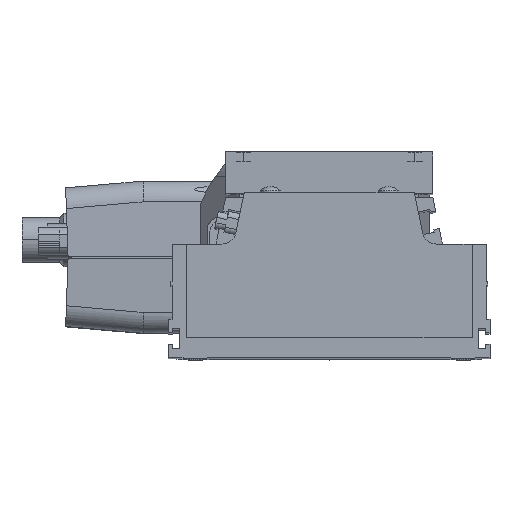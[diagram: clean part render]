
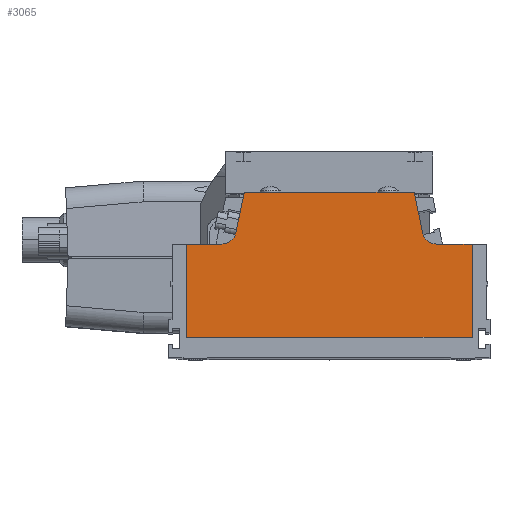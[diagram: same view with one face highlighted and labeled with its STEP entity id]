
A CAD part, top view. The second image highlights one B-rep face of the part: STEP entity #3065.
In plain terms, the highlighted planar face has unit normal (0, 0, 1).
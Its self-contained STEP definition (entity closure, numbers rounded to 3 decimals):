
#17 = VERTEX_POINT ( 'NONE', #30459 ) ;
#858 = VERTEX_POINT ( 'NONE', #24099 ) ;
#1052 = DIRECTION ( 'NONE',  ( -1., 0., 0. ) ) ;
#1074 = LINE ( 'NONE', #24244, #18159 ) ;
#1079 = LINE ( 'NONE', #10610, #9425 ) ;
#2704 = VERTEX_POINT ( 'NONE', #17418 ) ;
#2771 = LINE ( 'NONE', #21590, #28726 ) ;
#2846 = ORIENTED_EDGE ( 'NONE', *, *, #8025, .T. ) ;
#2910 = DIRECTION ( 'NONE',  ( -1., 0., 0. ) ) ;
#3065 = ADVANCED_FACE ( 'NONE', ( #5408 ), #7571, .F. ) ;
#3498 = CARTESIAN_POINT ( 'NONE',  ( 23.784, 17.45, 322.5 ) ) ;
#3745 = VERTEX_POINT ( 'NONE', #16382 ) ;
#3786 = AXIS2_PLACEMENT_3D ( 'NONE', #27188, #14903, #2910 ) ;
#3807 = DIRECTION ( 'NONE',  ( -1., 0., 0. ) ) ;
#3812 = DIRECTION ( 'NONE',  ( 0.204, -0.979, 0. ) ) ;
#3864 = CARTESIAN_POINT ( 'NONE',  ( -30.049, 7., 322.5 ) ) ;
#3939 = CARTESIAN_POINT ( 'NONE',  ( -26.133, 6.184, 322.5 ) ) ;
#4157 = ORIENTED_EDGE ( 'NONE', *, *, #15587, .F. ) ;
#4594 = AXIS2_PLACEMENT_3D ( 'NONE', #15699, #20346, #1052 ) ;
#4631 = EDGE_CURVE ( 'NONE', #15501, #858, #27475, .T. ) ;
#5408 = FACE_OUTER_BOUND ( 'NONE', #28350, .T. ) ;
#5505 = EDGE_CURVE ( 'NONE', #15501, #2704, #1079, .T. ) ;
#5595 = ORIENTED_EDGE ( 'NONE', *, *, #25673, .F. ) ;
#6293 = CARTESIAN_POINT ( 'NONE',  ( -40., 3., 322.5 ) ) ;
#6586 = CIRCLE ( 'NONE', #4594, 4. ) ;
#6657 = ORIENTED_EDGE ( 'NONE', *, *, #21756, .T. ) ;
#7571 = PLANE ( 'NONE',  #3786 ) ;
#7740 = DIRECTION ( 'NONE',  ( -1., 0., 0. ) ) ;
#7769 = DIRECTION ( 'NONE',  ( -1., 0., 0. ) ) ;
#8025 = EDGE_CURVE ( 'NONE', #11124, #3745, #8112, .T. ) ;
#8112 = CIRCLE ( 'NONE', #27023, 4. ) ;
#8265 = ORIENTED_EDGE ( 'NONE', *, *, #26545, .T. ) ;
#8567 = DIRECTION ( 'NONE',  ( 0., -1., 0. ) ) ;
#8639 = VERTEX_POINT ( 'NONE', #12039 ) ;
#8716 = CARTESIAN_POINT ( 'NONE',  ( 23.784, 17.45, 322.5 ) ) ;
#9425 = VECTOR ( 'NONE', #20062, 1000. ) ;
#9929 = VERTEX_POINT ( 'NONE', #8716 ) ;
#10283 = ORIENTED_EDGE ( 'NONE', *, *, #22717, .F. ) ;
#10610 = CARTESIAN_POINT ( 'NONE',  ( 40., 84.488, 322.5 ) ) ;
#11065 = VERTEX_POINT ( 'NONE', #27448 ) ;
#11124 = VERTEX_POINT ( 'NONE', #3939 ) ;
#12039 = CARTESIAN_POINT ( 'NONE',  ( -23.784, 17.45, 322.5 ) ) ;
#12276 = DIRECTION ( 'NONE',  ( 0.204, 0.979, 0. ) ) ;
#12488 = ORIENTED_EDGE ( 'NONE', *, *, #19121, .T. ) ;
#13258 = CARTESIAN_POINT ( 'NONE',  ( -40., 84.488, 322.5 ) ) ;
#14593 = LINE ( 'NONE', #24051, #18456 ) ;
#14653 = VECTOR ( 'NONE', #25063, 1000. ) ;
#14903 = DIRECTION ( 'NONE',  ( 0., 0., -1. ) ) ;
#15501 = VERTEX_POINT ( 'NONE', #28456 ) ;
#15587 = EDGE_CURVE ( 'NONE', #11124, #8639, #14593, .T. ) ;
#15699 = CARTESIAN_POINT ( 'NONE',  ( 30.049, 7., 322.5 ) ) ;
#16291 = DIRECTION ( 'NONE',  ( 0., 0., -1. ) ) ;
#16382 = CARTESIAN_POINT ( 'NONE',  ( -30.049, 3., 322.5 ) ) ;
#16935 = ORIENTED_EDGE ( 'NONE', *, *, #4631, .T. ) ;
#17066 = VERTEX_POINT ( 'NONE', #18829 ) ;
#17418 = CARTESIAN_POINT ( 'NONE',  ( 40., -23.13, 322.5 ) ) ;
#17595 = LINE ( 'NONE', #13258, #17871 ) ;
#17871 = VECTOR ( 'NONE', #8567, 1000. ) ;
#18159 = VECTOR ( 'NONE', #7769, 1000. ) ;
#18222 = CARTESIAN_POINT ( 'NONE',  ( -23.784, 17.45, 322.5 ) ) ;
#18456 = VECTOR ( 'NONE', #12276, 1000. ) ;
#18829 = CARTESIAN_POINT ( 'NONE',  ( -40., 3., 322.5 ) ) ;
#19121 = EDGE_CURVE ( 'NONE', #858, #11065, #6586, .T. ) ;
#19663 = VECTOR ( 'NONE', #3812, 1000. ) ;
#20062 = DIRECTION ( 'NONE',  ( 0., -1., 0. ) ) ;
#20346 = DIRECTION ( 'NONE',  ( 0., 0., -1. ) ) ;
#20526 = EDGE_CURVE ( 'NONE', #8639, #9929, #23033, .T. ) ;
#21247 = ORIENTED_EDGE ( 'NONE', *, *, #5505, .F. ) ;
#21590 = CARTESIAN_POINT ( 'NONE',  ( -40., -23.13, 322.5 ) ) ;
#21756 = EDGE_CURVE ( 'NONE', #3745, #17066, #1074, .T. ) ;
#22717 = EDGE_CURVE ( 'NONE', #9929, #11065, #29806, .T. ) ;
#22822 = DIRECTION ( 'NONE',  ( -1., 0., 0. ) ) ;
#23033 = LINE ( 'NONE', #18222, #14653 ) ;
#24051 = CARTESIAN_POINT ( 'NONE',  ( -26.797, 3., 322.5 ) ) ;
#24099 = CARTESIAN_POINT ( 'NONE',  ( 30.049, 3., 322.5 ) ) ;
#24244 = CARTESIAN_POINT ( 'NONE',  ( -40., 3., 322.5 ) ) ;
#25063 = DIRECTION ( 'NONE',  ( 1., 0., 0. ) ) ;
#25635 = VECTOR ( 'NONE', #3807, 1000. ) ;
#25673 = EDGE_CURVE ( 'NONE', #2704, #17, #2771, .T. ) ;
#26545 = EDGE_CURVE ( 'NONE', #17066, #17, #17595, .T. ) ;
#27023 = AXIS2_PLACEMENT_3D ( 'NONE', #3864, #16291, #22822 ) ;
#27188 = CARTESIAN_POINT ( 'NONE',  ( -40., 84.488, 322.5 ) ) ;
#27448 = CARTESIAN_POINT ( 'NONE',  ( 26.133, 6.184, 322.5 ) ) ;
#27475 = LINE ( 'NONE', #6293, #25635 ) ;
#28350 = EDGE_LOOP ( 'NONE', ( #21247, #16935, #12488, #10283, #30058, #4157, #2846, #6657, #8265, #5595 ) ) ;
#28456 = CARTESIAN_POINT ( 'NONE',  ( 40., 3., 322.5 ) ) ;
#28726 = VECTOR ( 'NONE', #7740, 1000. ) ;
#29806 = LINE ( 'NONE', #3498, #19663 ) ;
#30058 = ORIENTED_EDGE ( 'NONE', *, *, #20526, .F. ) ;
#30459 = CARTESIAN_POINT ( 'NONE',  ( -40., -23.13, 322.5 ) ) ;
